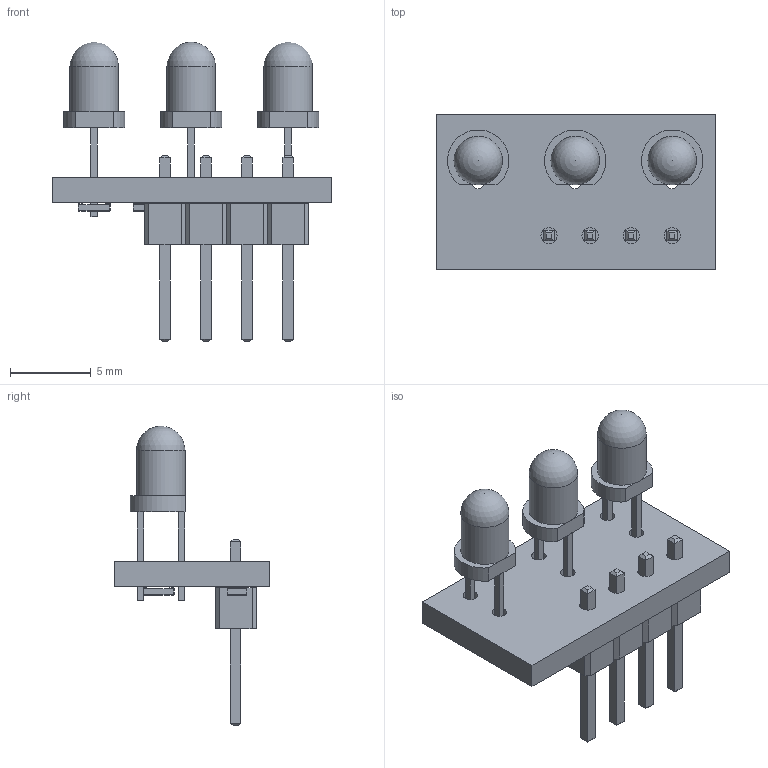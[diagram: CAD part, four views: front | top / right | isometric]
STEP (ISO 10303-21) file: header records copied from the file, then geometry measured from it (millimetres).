
FILE_DESCRIPTION(('KiCad electronic assembly'),'2;1');
FILE_NAME('PiLEDLights.step','2024-10-31T07:26:42',('Pcbnew'),('Kicad'), 'Open CASCADE STEP processor 7.8','KiCad to STEP converter','Unknown' );
FILE_SCHEMA(('AUTOMOTIVE_DESIGN { 1 0 10303 214 1 1 1 1 }'));
Length unit declared in the file: millimetre
Products named in the file (8): PiLEDLights 1; LED_D3.0mm; R_0805_2012Metric; PinHeader_1x04_P2.54mm_Vertical; PinHeader_1x04_P254mm_Vertical; PiLEDLights_PCB
Assembly tree (11 placements, depth 3):
  PiLEDLights 1
    LED_D3.0mm  x3
      LED_D3.0mm
    R_0805_2012Metric  x3
      R_0805_2012Metric
    PinHeader_1x04_P2.54mm_Vertical
      PinHeader_1x04_P254mm_Vertical
    PiLEDLights_PCB
Bounding box: 17.3 x 9.6 x 18.54 mm (x, y, z)
Volume: 454.3 mm3; surface area: 934 mm2
Topology: 8 solids, 8 shells, 242 faces, 595 edges, 380 vertices
Faces by surface type: plane 199, cylinder 40, sphere 3
Full cylindrical faces by diameter (mm): 0.9 x6, 1 x4, 3 x3
Entity records: 5755 total; most frequent: CARTESIAN_POINT 801, ORIENTED_EDGE 772, DIRECTION 769, EDGE_CURVE 386, LINE 343, VECTOR 343, VERTEX_POINT 245, AXIS2_PLACEMENT_3D 213
